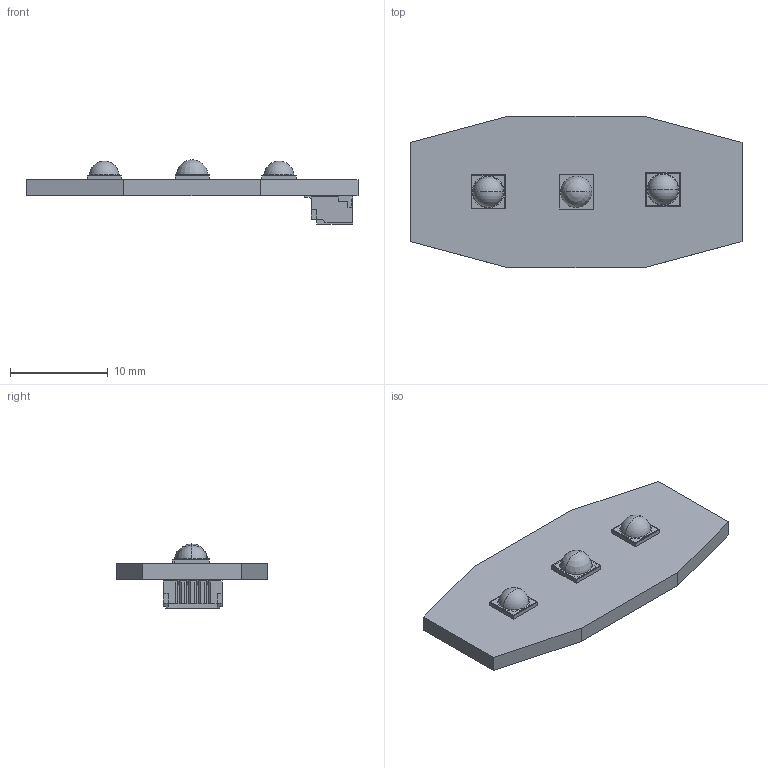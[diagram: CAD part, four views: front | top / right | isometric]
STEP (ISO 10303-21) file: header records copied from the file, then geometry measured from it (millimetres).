
FILE_DESCRIPTION(('Open CASCADE Model'),'2;1');
FILE_NAME('Open CASCADE Shape Model','2024-04-08T18:25:08',('Author'),( 'Open CASCADE'),'Open CASCADE STEP processor 6.8','Open CASCADE 6.8' ,'Unknown');
FILE_SCHEMA(('AUTOMOTIVE_DESIGN { 1 0 10303 214 1 1 1 1 }'));
Length unit declared in the file: millimetre
Products named in the file (10): PCB; Board; Open CASCADE STEP translator 6.8 1.1.1; LED3; LH351B; LED1; LED2; LH351B-v3; J1; SM04B-SRSS-TB_(LF)(SN)--3DModel-STEP-269445
Assembly tree (10 placements, depth 3):
  PCB
    Board
      Open CASCADE STEP translator 6.8 1.1.1
    LED3
      LH351B
    LED1
      LH351B
    LED2
      LH351B-v3
    J1
      SM04B-SRSS-TB_(LF)(SN)--3DModel-STEP-269445
Bounding box: 34 x 15.5 x 6.59 mm (x, y, z)
Volume: 857.7 mm3; surface area: 1437.3 mm2
Topology: 13 solids, 13 shells, 380 faces, 1012 edges, 671 vertices
Faces by surface type: plane 308, cylinder 62, torus 4, sphere 4, revolution 2
Entity records: 11267 total; most frequent: CARTESIAN_POINT 1921, ORIENTED_EDGE 1856, DIRECTION 1770, EDGE_CURVE 928, LINE 798, VECTOR 798, VERTEX_POINT 616, AXIS2_PLACEMENT_3D 485
